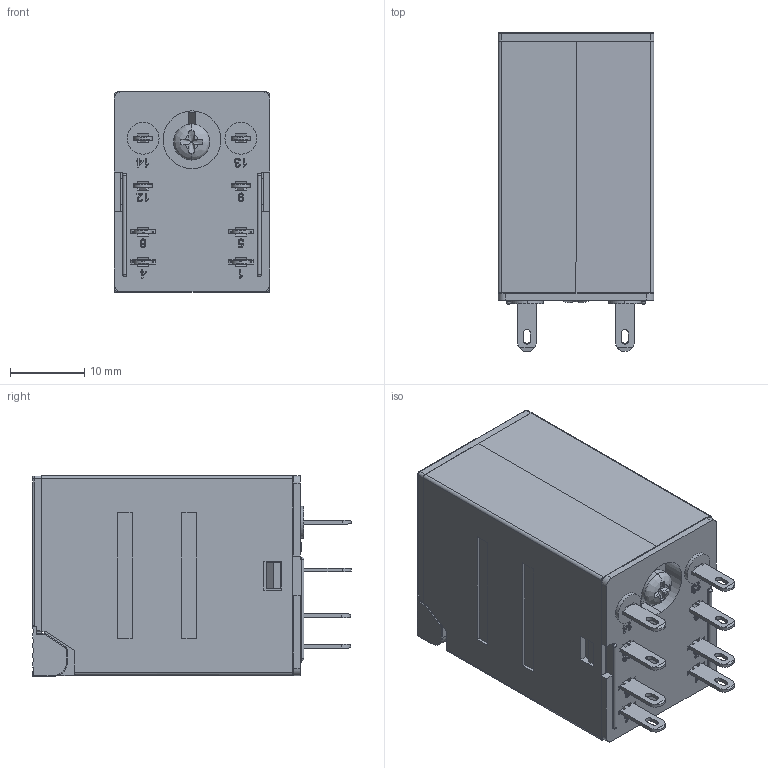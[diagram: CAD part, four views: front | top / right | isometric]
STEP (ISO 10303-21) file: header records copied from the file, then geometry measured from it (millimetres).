
FILE_DESCRIPTION (( 'STEP AP214' ), '1' );
FILE_NAME ('K705-2P 俋倛芞 .STEP', '2020-06-04T08:15:42', ( 'L' ), ( 'Microsoft' ), 'SwSTEP 2.0', 'SolidWorks 2018', '' );
FILE_SCHEMA (( 'AUTOMOTIVE_DESIGN' ));
Length unit declared in the file: millimetre
Products named in the file (14): K705 俋褲郪磁 6.426.307.04SW; K705售諶8.332.307.01SW; K705偌聽8.337.307.03SW; K705階裔7.852.307.02SW; K705俋褲7.800.307.06SW; KE2C 静接触组合（内插式）6.620.307.04SW; KE4C 引线片7.725.308.04SW; KF4C 引线片7.725.294.03 20140519; KE2C 噙揖萸7.732.307.02SW; KE2C 囀脣宒噙え(等え)7.725.307.02SW; KE2C 價釱7.810.307.01TY; MY 蹟隊7.734.212.02SW; KE2C 雄揖萸7.732.307.01SW; K705-2P 俋倛芞 
Assembly tree (22 placements, depth 3):
  K705-2P 俋倛芞 
    KE2C 雄揖萸7.732.307.01SW  x2
    MY 蹟隊7.734.212.02SW
    KE2C 静接触组合（内插式）6.620.307.04SW
      KE2C 價釱7.810.307.01TY
      KE2C 囀脣宒噙え(等え)7.725.307.02SW  x4
      KE2C 噙揖萸7.732.307.02SW  x4
      KF4C 引线片7.725.294.03 20140519  x2
      KE4C 引线片7.725.308.04SW  x2
    K705 俋褲郪磁 6.426.307.04SW
      K705俋褲7.800.307.06SW
      K705階裔7.852.307.02SW
      K705偌聽8.337.307.03SW
      K705售諶8.332.307.01SW
Bounding box: 21 x 43.07 x 27.1 mm (x, y, z)
Volume: 6161.8 mm3; surface area: 13148.9 mm2
Topology: 26 solids, 26 shells, 2069 faces, 5521 edges, 3598 vertices
Faces by surface type: plane 1280, cylinder 444, bspline 235, torus 53, sphere 30, cone 27
Entity records: 64325 total; most frequent: CARTESIAN_POINT 23834, ORIENTED_EDGE 8846, DIRECTION 7296, EDGE_CURVE 4423, LINE 3186, VECTOR 3186, VERTEX_POINT 2895, AXIS2_PLACEMENT_3D 2055
